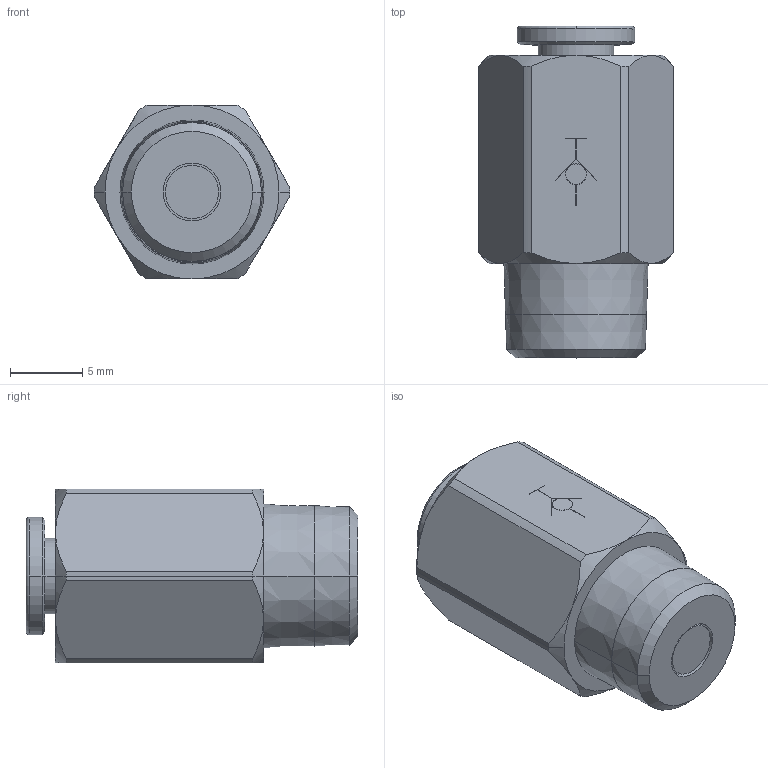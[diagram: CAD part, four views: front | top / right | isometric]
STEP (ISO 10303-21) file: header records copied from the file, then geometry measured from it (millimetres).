
FILE_DESCRIPTION(('STEP AP214'),'1');
FILE_NAME('3091_04_10.stp','2016-07-07T14:54:27',('TraceParts'),('TraceParts S.A.'),'Spatial InterOp 3D',' ',' ');
FILE_SCHEMA(('automotive_design'));
Length unit declared in the file: millimetre
Products named in the file (1): 1
Bounding box: 13.5 x 22.89 x 12 mm (x, y, z)
Volume: 2135 mm3; surface area: 1355.3 mm2
Topology: 1 solids, 1 shells, 94 faces, 224 edges, 143 vertices
Faces by surface type: plane 39, cylinder 29, cone 24, torus 2
Entity records: 2768 total; most frequent: CARTESIAN_POINT 558, DIRECTION 483, ORIENTED_EDGE 448, EDGE_CURVE 224, AXIS2_PLACEMENT_3D 188, VERTEX_POINT 143, LINE 107, VECTOR 107
